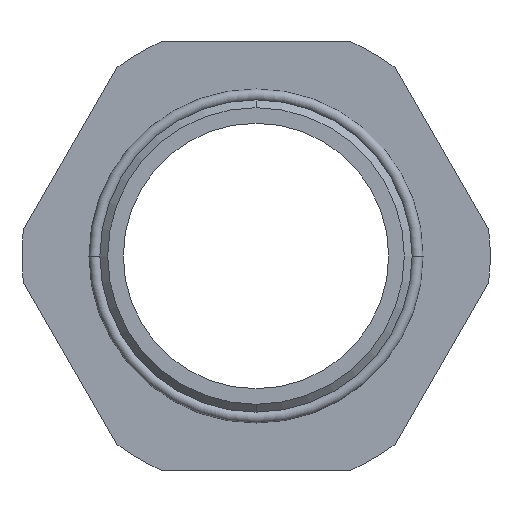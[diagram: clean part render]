
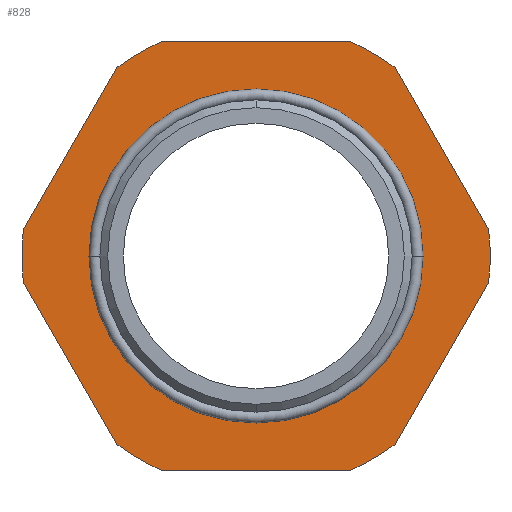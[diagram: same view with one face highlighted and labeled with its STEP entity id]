
A CAD part, front view. The second image highlights one B-rep face of the part: STEP entity #828.
In plain terms, the highlighted planar face has unit normal (0, -1, 0).
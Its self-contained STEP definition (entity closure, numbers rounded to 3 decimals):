
#58 = AXIS2_PLACEMENT_3D ( 'NONE', #123, #124, #125 ) ;
#62 = FACE_OUTER_BOUND ( 'NONE', #455, .T. ) ;
#67 = FACE_BOUND ( 'NONE', #454, .T. ) ;
#122 = PLANE ( 'NONE',  #58 ) ;
#123 = CARTESIAN_POINT ( 'NONE',  ( -20., -1.5, 0. ) ) ;
#124 = DIRECTION ( 'NONE',  ( 0., -1., 0. ) ) ;
#125 = DIRECTION ( 'NONE',  ( 0., 0., -1. ) ) ;
#179 = CARTESIAN_POINT ( 'NONE',  ( 29.81, -1.5, 3.367 ) ) ;
#180 = CARTESIAN_POINT ( 'NONE',  ( 29.81, -1.5, -3.367 ) ) ;
#181 = CARTESIAN_POINT ( 'NONE',  ( 17.821, -1.5, -24.133 ) ) ;
#182 = CARTESIAN_POINT ( 'NONE',  ( 11.99, -1.5, -27.5 ) ) ;
#183 = CARTESIAN_POINT ( 'NONE',  ( -11.99, -1.5, -27.5 ) ) ;
#184 = CARTESIAN_POINT ( 'NONE',  ( -17.821, -1.5, -24.133 ) ) ;
#185 = CARTESIAN_POINT ( 'NONE',  ( -29.81, -1.5, -3.367 ) ) ;
#186 = CARTESIAN_POINT ( 'NONE',  ( -29.81, -1.5, 3.367 ) ) ;
#187 = CARTESIAN_POINT ( 'NONE',  ( -17.821, -1.5, 24.133 ) ) ;
#188 = CARTESIAN_POINT ( 'NONE',  ( -11.99, -1.5, 27.5 ) ) ;
#189 = CARTESIAN_POINT ( 'NONE',  ( 17.821, -1.5, 24.133 ) ) ;
#190 = CARTESIAN_POINT ( 'NONE',  ( 11.99, -1.5, 27.5 ) ) ;
#205 = CARTESIAN_POINT ( 'NONE',  ( 21.024, -1.5, 0. ) ) ;
#208 = CARTESIAN_POINT ( 'NONE',  ( -21.024, -1.5, 0. ) ) ;
#372 = CARTESIAN_POINT ( 'NONE',  ( 0., -1.5, 0. ) ) ;
#376 = DIRECTION ( 'NONE',  ( 0., -1., 0. ) ) ;
#377 = DIRECTION ( 'NONE',  ( 0., 0., -1. ) ) ;
#454 = EDGE_LOOP ( 'NONE', ( #1007, #1006 ) ) ;
#455 = EDGE_LOOP ( 'NONE', ( #1005, #1003, #1004, #1002, #1001, #1000, #999, #998, #997, #996, #995, #994 ) ) ;
#547 = CARTESIAN_POINT ( 'NONE',  ( 0., -1.5, 0. ) ) ;
#551 = LINE ( 'NONE', #552, #930 ) ;
#552 = CARTESIAN_POINT ( 'NONE',  ( -20., -1.5, 27.5 ) ) ;
#553 = DIRECTION ( 'NONE',  ( -1., 0., 0. ) ) ;
#554 = DIRECTION ( 'NONE',  ( 0., -1., 0. ) ) ;
#555 = DIRECTION ( 'NONE',  ( 0., 0., -1. ) ) ;
#556 = CARTESIAN_POINT ( 'NONE',  ( 0., -1.5, 0. ) ) ;
#557 = DIRECTION ( 'NONE',  ( 0., 1., 0. ) ) ;
#558 = DIRECTION ( 'NONE',  ( 0., 0., 1. ) ) ;
#559 = CARTESIAN_POINT ( 'NONE',  ( 0., -1.5, 0. ) ) ;
#560 = DIRECTION ( 'NONE',  ( 0., 1., 0. ) ) ;
#561 = DIRECTION ( 'NONE',  ( 0., 0., 1. ) ) ;
#562 = CARTESIAN_POINT ( 'NONE',  ( 0., -1.5, 0. ) ) ;
#563 = LINE ( 'NONE', #564, #925 ) ;
#564 = CARTESIAN_POINT ( 'NONE',  ( -28.816, -1.5, 5.09 ) ) ;
#565 = DIRECTION ( 'NONE',  ( -0.5, 0., -0.866 ) ) ;
#566 = DIRECTION ( 'NONE',  ( 0., 1., 0. ) ) ;
#567 = DIRECTION ( 'NONE',  ( 0., 0., 1. ) ) ;
#568 = CARTESIAN_POINT ( 'NONE',  ( 0., -1.5, 0. ) ) ;
#569 = LINE ( 'NONE', #570, #922 ) ;
#570 = CARTESIAN_POINT ( 'NONE',  ( -28.816, -1.5, -5.09 ) ) ;
#571 = DIRECTION ( 'NONE',  ( 0.5, 0., -0.866 ) ) ;
#572 = LINE ( 'NONE', #573, #919 ) ;
#573 = CARTESIAN_POINT ( 'NONE',  ( 18.816, -1.5, -22.41 ) ) ;
#574 = DIRECTION ( 'NONE',  ( 0.5, 0., 0.866 ) ) ;
#575 = DIRECTION ( 'NONE',  ( 0., 1., 0. ) ) ;
#576 = DIRECTION ( 'NONE',  ( 0., 0., 1. ) ) ;
#578 = LINE ( 'NONE', #579, #916 ) ;
#579 = CARTESIAN_POINT ( 'NONE',  ( 18.816, -1.5, 22.41 ) ) ;
#580 = DIRECTION ( 'NONE',  ( -0.5, 0., 0.866 ) ) ;
#626 = LINE ( 'NONE', #627, #896 ) ;
#627 = CARTESIAN_POINT ( 'NONE',  ( -20., -1.5, -27.5 ) ) ;
#628 = DIRECTION ( 'NONE',  ( 1., 0., 0. ) ) ;
#654 = EDGE_CURVE ( 'NONE', #1056, #1057, #724, .T. ) ;
#671 = EDGE_CURVE ( 'NONE', #1054, #1055, #720, .T. ) ;
#679 = CIRCLE ( 'NONE', #860, 21.024 ) ;
#708 = CIRCLE ( 'NONE', #924, 30. ) ;
#709 = CIRCLE ( 'NONE', #926, 30. ) ;
#710 = CIRCLE ( 'NONE', #927, 30. ) ;
#711 = CIRCLE ( 'NONE', #897, 30. ) ;
#712 = CIRCLE ( 'NONE', #932, 21.024 ) ;
#720 = CIRCLE ( 'NONE', #931, 30. ) ;
#724 = CIRCLE ( 'NONE', #933, 30. ) ;
#744 = EDGE_CURVE ( 'NONE', #1063, #1061, #551, .T. ) ;
#745 = EDGE_CURVE ( 'NONE', #1081, #1078, #712, .T. ) ;
#746 = EDGE_CURVE ( 'NONE', #1063, #1062, #711, .T. ) ;
#747 = EDGE_CURVE ( 'NONE', #1060, #1061, #710, .T. ) ;
#748 = EDGE_CURVE ( 'NONE', #1060, #1059, #563, .T. ) ;
#749 = EDGE_CURVE ( 'NONE', #1058, #1059, #709, .T. ) ;
#750 = EDGE_CURVE ( 'NONE', #1058, #1057, #569, .T. ) ;
#751 = EDGE_CURVE ( 'NONE', #1054, #1053, #572, .T. ) ;
#752 = EDGE_CURVE ( 'NONE', #1052, #1053, #708, .T. ) ;
#753 = EDGE_CURVE ( 'NONE', #1052, #1062, #578, .T. ) ;
#769 = EDGE_CURVE ( 'NONE', #1056, #1055, #626, .T. ) ;
#803 = EDGE_CURVE ( 'NONE', #1078, #1081, #679, .T. ) ;
#828 = ADVANCED_FACE ( 'NONE', ( #67, #62 ), #122, .T. ) ;
#860 = AXIS2_PLACEMENT_3D ( 'NONE', #372, #376, #377 ) ;
#896 = VECTOR ( 'NONE', #628, 1000. ) ;
#897 = AXIS2_PLACEMENT_3D ( 'NONE', #556, #557, #558 ) ;
#916 = VECTOR ( 'NONE', #580, 1000. ) ;
#919 = VECTOR ( 'NONE', #574, 1000. ) ;
#922 = VECTOR ( 'NONE', #571, 1000. ) ;
#924 = AXIS2_PLACEMENT_3D ( 'NONE', #568, #575, #576 ) ;
#925 = VECTOR ( 'NONE', #565, 1000. ) ;
#926 = AXIS2_PLACEMENT_3D ( 'NONE', #562, #566, #567 ) ;
#927 = AXIS2_PLACEMENT_3D ( 'NONE', #559, #560, #561 ) ;
#930 = VECTOR ( 'NONE', #553, 1000. ) ;
#931 = AXIS2_PLACEMENT_3D ( 'NONE', #1090, #1091, #1092 ) ;
#932 = AXIS2_PLACEMENT_3D ( 'NONE', #547, #554, #555 ) ;
#933 = AXIS2_PLACEMENT_3D ( 'NONE', #1087, #1088, #1089 ) ;
#994 = ORIENTED_EDGE ( 'NONE', *, *, #753, .T. ) ;
#995 = ORIENTED_EDGE ( 'NONE', *, *, #752, .F. ) ;
#996 = ORIENTED_EDGE ( 'NONE', *, *, #751, .T. ) ;
#997 = ORIENTED_EDGE ( 'NONE', *, *, #671, .F. ) ;
#998 = ORIENTED_EDGE ( 'NONE', *, *, #769, .T. ) ;
#999 = ORIENTED_EDGE ( 'NONE', *, *, #654, .F. ) ;
#1000 = ORIENTED_EDGE ( 'NONE', *, *, #750, .T. ) ;
#1001 = ORIENTED_EDGE ( 'NONE', *, *, #749, .F. ) ;
#1002 = ORIENTED_EDGE ( 'NONE', *, *, #748, .T. ) ;
#1003 = ORIENTED_EDGE ( 'NONE', *, *, #744, .T. ) ;
#1004 = ORIENTED_EDGE ( 'NONE', *, *, #747, .F. ) ;
#1005 = ORIENTED_EDGE ( 'NONE', *, *, #746, .F. ) ;
#1006 = ORIENTED_EDGE ( 'NONE', *, *, #745, .F. ) ;
#1007 = ORIENTED_EDGE ( 'NONE', *, *, #803, .F. ) ;
#1052 = VERTEX_POINT ( 'NONE', #179 ) ;
#1053 = VERTEX_POINT ( 'NONE', #180 ) ;
#1054 = VERTEX_POINT ( 'NONE', #181 ) ;
#1055 = VERTEX_POINT ( 'NONE', #182 ) ;
#1056 = VERTEX_POINT ( 'NONE', #183 ) ;
#1057 = VERTEX_POINT ( 'NONE', #184 ) ;
#1058 = VERTEX_POINT ( 'NONE', #185 ) ;
#1059 = VERTEX_POINT ( 'NONE', #186 ) ;
#1060 = VERTEX_POINT ( 'NONE', #187 ) ;
#1061 = VERTEX_POINT ( 'NONE', #188 ) ;
#1062 = VERTEX_POINT ( 'NONE', #189 ) ;
#1063 = VERTEX_POINT ( 'NONE', #190 ) ;
#1078 = VERTEX_POINT ( 'NONE', #205 ) ;
#1081 = VERTEX_POINT ( 'NONE', #208 ) ;
#1087 = CARTESIAN_POINT ( 'NONE',  ( 0., -1.5, 0. ) ) ;
#1088 = DIRECTION ( 'NONE',  ( 0., 1., 0. ) ) ;
#1089 = DIRECTION ( 'NONE',  ( 0., 0., 1. ) ) ;
#1090 = CARTESIAN_POINT ( 'NONE',  ( 0., -1.5, 0. ) ) ;
#1091 = DIRECTION ( 'NONE',  ( 0., 1., 0. ) ) ;
#1092 = DIRECTION ( 'NONE',  ( 0., 0., 1. ) ) ;
